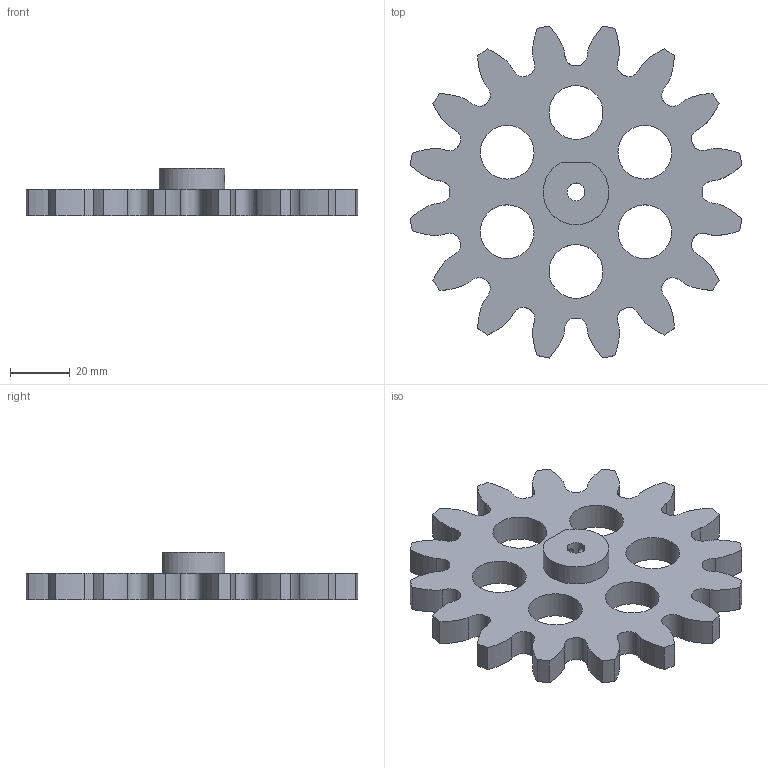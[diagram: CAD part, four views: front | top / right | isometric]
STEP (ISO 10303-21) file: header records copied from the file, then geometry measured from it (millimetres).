
FILE_DESCRIPTION(/* description */ (''),/* implementation_level */ '2;1');
FILE_NAME(/* name */ 'BR-15-pinion.stp',/* time_stamp */ '2021-07-14T21:47:06+01:00',/* author */ ('hobly'),/* organization */ (''),/* preprocessor_version */ 'ST-DEVELOPER v18',/* originating_system */ 'Autodesk Inventor 2020',/* authorisation */ '');
FILE_SCHEMA (('AUTOMOTIVE_DESIGN { 1 0 10303 214 3 1 1 }'));
Length unit declared in the file: millimetre
Products named in the file (1): pinion
Bounding box: 111.07 x 111.07 x 16 mm (x, y, z)
Volume: 57494.9 mm3; surface area: 21721.7 mm2
Topology: 1 solids, 1 shells, 78 faces, 235 edges, 160 vertices
Faces by surface type: bspline 48, cylinder 26, plane 4
Full cylindrical faces by diameter (mm): 3 x2, 6 x1, 18 x6
Entity records: 9976 total; most frequent: CARTESIAN_POINT 8066, ORIENTED_EDGE 470, DIRECTION 251, EDGE_CURVE 235, VERTEX_POINT 160, B_SPLINE_CURVE_WITH_KNOTS 102, EDGE_LOOP 97, AXIS2_PLACEMENT_3D 87
